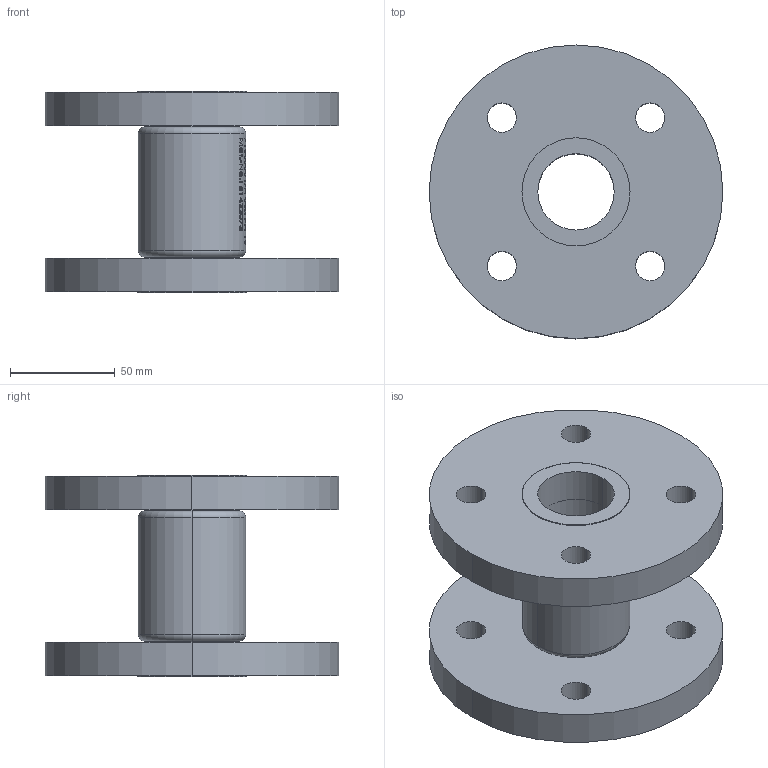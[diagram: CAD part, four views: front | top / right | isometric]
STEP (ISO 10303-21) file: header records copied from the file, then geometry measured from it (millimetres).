
FILE_DESCRIPTION (( 'STEP AP214' ), '1' );
FILE_NAME ('7150000_DN032_PN16_51422073.STEP', '2022-02-02T07:03:04', ( 'axxx' ), ( 'Hewlett-Packard Company' ), 'SwSTEP 2.0', 'SolidWorks 2019', '' );
FILE_SCHEMA (( 'AUTOMOTIVE_DESIGN' ));
Length unit declared in the file: millimetre
Products named in the file (1): 7150000_DN032_PN16_51422073
Bounding box: 140 x 140 x 96 mm (x, y, z)
Volume: 503323.5 mm3; surface area: 98589.1 mm2
Topology: 1 solids, 1 shells, 532 faces, 1388 edges, 924 vertices
Faces by surface type: plane 251, bspline 227, cylinder 46, torus 8
Entity records: 28897 total; most frequent: CARTESIAN_POINT 17304, ORIENTED_EDGE 2776, DIRECTION 1637, EDGE_CURVE 1388, VERTEX_POINT 924, VECTOR 749, LINE 749, EDGE_LOOP 616
